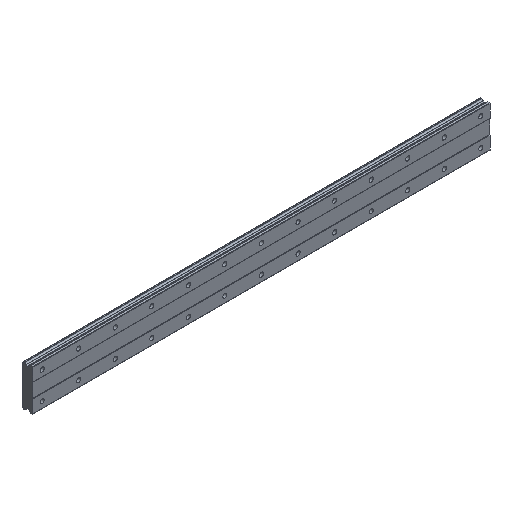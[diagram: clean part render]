
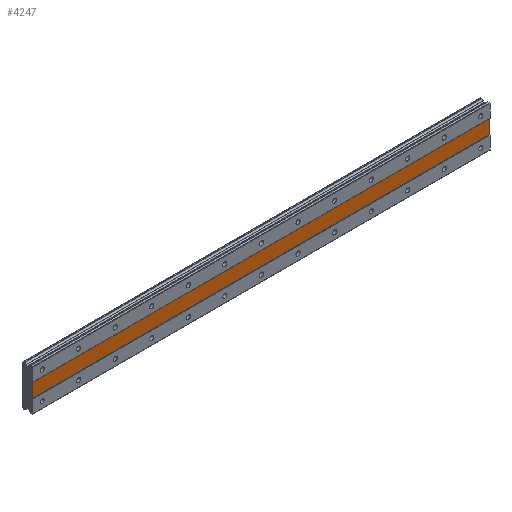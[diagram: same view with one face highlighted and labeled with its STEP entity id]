
A CAD part, isometric view. The second image highlights one B-rep face of the part: STEP entity #4247.
In plain terms, the highlighted planar face has unit normal (0, -1, 0).
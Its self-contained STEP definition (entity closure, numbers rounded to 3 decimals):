
#748=FACE_OUTER_BOUND('',#1080,.T.);
#1080=EDGE_LOOP('',(#3617,#3618,#3619,#3620));
#1404=LINE('',#8394,#1722);
#1431=LINE('',#8463,#1749);
#1432=LINE('',#8466,#1750);
#1433=LINE('',#8467,#1751);
#1722=VECTOR('',#5429,10.);
#1749=VECTOR('',#5494,79.9);
#1750=VECTOR('',#5497,30.);
#1751=VECTOR('',#5498,79.9);
#2154=VERTEX_POINT('',#8391);
#2155=VERTEX_POINT('',#8393);
#2178=VERTEX_POINT('',#8461);
#2179=VERTEX_POINT('',#8465);
#2688=EDGE_CURVE('',#2154,#2155,#1404,.T.);
#2723=EDGE_CURVE('',#2155,#2178,#1431,.T.);
#2724=EDGE_CURVE('',#2179,#2178,#1432,.T.);
#2725=EDGE_CURVE('',#2154,#2179,#1433,.T.);
#3617=ORIENTED_EDGE('',*,*,#2724,.T.);
#3618=ORIENTED_EDGE('',*,*,#2723,.F.);
#3619=ORIENTED_EDGE('',*,*,#2688,.F.);
#3620=ORIENTED_EDGE('',*,*,#2725,.T.);
#4020=PLANE('',#4600);
#4247=ADVANCED_FACE('',(#748),#4020,.T.);
#4600=AXIS2_PLACEMENT_3D('',#8464,#5495,#5496);
#5429=DIRECTION('',(1.,0.,0.));
#5494=DIRECTION('',(0.,0.,-1.));
#5495=DIRECTION('center_axis',(0.,-1.,0.));
#5496=DIRECTION('ref_axis',(0.,0.,-1.));
#5497=DIRECTION('',(1.,0.,0.));
#5498=DIRECTION('',(0.,0.,-1.));
#8391=CARTESIAN_POINT('',(-15.,1.,920.1));
#8393=CARTESIAN_POINT('',(15.,1.,920.1));
#8394=CARTESIAN_POINT('',(-15.,1.,920.1));
#8461=CARTESIAN_POINT('',(15.,1.,-79.9));
#8463=CARTESIAN_POINT('',(15.,1.,0.));
#8464=CARTESIAN_POINT('Origin',(0.,1.,0.));
#8465=CARTESIAN_POINT('',(-15.,1.,-79.9));
#8466=CARTESIAN_POINT('',(0.,1.,-79.9));
#8467=CARTESIAN_POINT('',(-15.,1.,0.));
